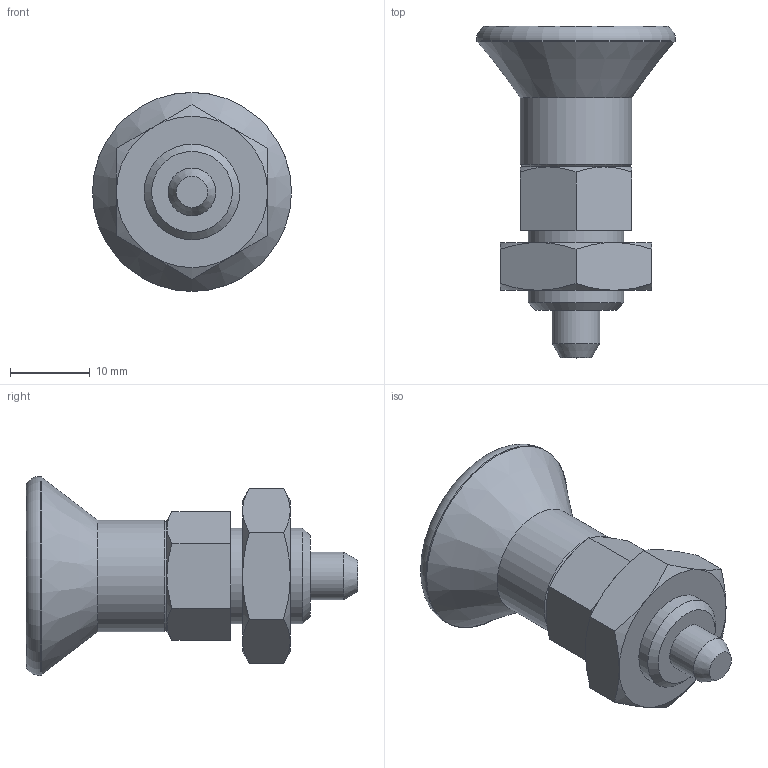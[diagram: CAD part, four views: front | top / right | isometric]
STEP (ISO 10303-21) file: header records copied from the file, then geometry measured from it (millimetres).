
FILE_DESCRIPTION( ( 'STEP AP214' ), '1' );
FILE_NAME( 'K0631.6206_ENTSPANNT.stp', '2020-12-09T09:17:24', ( '' ), ( '' ), ' ', 'PARTsolutions', ' ' );
FILE_SCHEMA( ( 'AUTOMOTIVE_DESIGN { 1 0 10303 214 1 1 1 1 }' ) );
Length unit declared in the file: millimetre
Products named in the file (1): _K0631.6206_ENTSPANNT
Bounding box: 25.01 x 41.7 x 25.02 mm (x, y, z)
Volume: 7688.8 mm3; surface area: 3157.1 mm2
Topology: 1 solids, 1 shells, 48 faces, 100 edges, 59 vertices
Faces by surface type: cone 22, plane 19, cylinder 5, sphere 1, torus 1
Full cylindrical faces by diameter (mm): 6 x1, 12 x2, 14 x1, 25 x1
Entity records: 1728 total; most frequent: CARTESIAN_POINT 407, DIRECTION 182, ORIENTED_EDGE 174, EDGE_CURVE 87, AXIS2_PLACEMENT_3D 82, EDGE_LOOP 64, VERTEX_POINT 59, FACE_OUTER_BOUND 54
